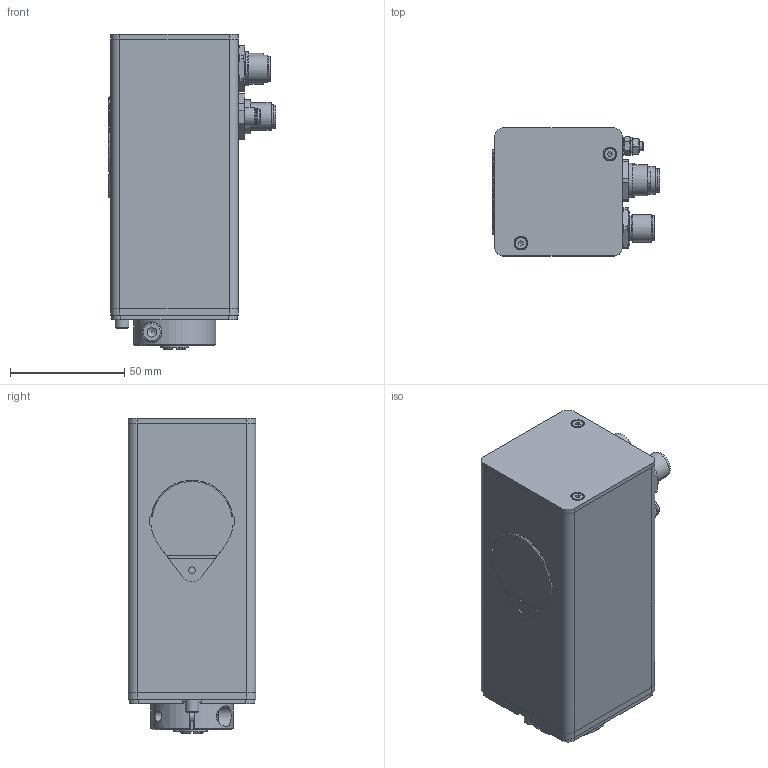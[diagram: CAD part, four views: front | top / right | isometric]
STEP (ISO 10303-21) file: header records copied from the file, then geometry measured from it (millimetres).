
FILE_DESCRIPTION(/* description */ ('Grundgestell PSE31x-8'),/* implementation_level */ '2;1');
FILE_NAME(/* name */ 'PSE315-8.stp',/* time_stamp */ '2015-08-25T13:57:35+02:00',/* author */ ('nwolf'),/* organization */ (''),/* preprocessor_version */ 'ST-DEVELOPER v15.6',/* originating_system */ 'Autodesk Inventor 2015',/* authorisation */ '');
FILE_SCHEMA (('AUTOMOTIVE_DESIGN { 1 0 10303 214 3 1 1 }'));
Products named in the file (35): 1020.003424M; 1190.000294M; DIN 625 SKF - SKF 61800; 1200.006164M; 1290.002454M; 1010.002304MB; 1020.003414M; 3090.000794M; DIN 471 - 10x1; DIN 912 - M5 x 0,8 x 12 x 10; DIN 3771 - 8 x 1,8 - N - NBR 70(1); DIN 912 - M3 x 0,5 x 8 x 6,75; DIN 7984 - M3 x 20; 1190.000484M; DIN 6797 - A 4,3; DIN 934 - M4 x 0,7; ENG-000683; ENG-000682; ENG-000294; ENG-000623; ENG-000280; ENG-000685; ENG-000686; 3030.003639M; ENG-000650; ENG-000651; 3030.003989M; ENG-000687; ENG-000688; 3030.004019M; ENG-000690; ENG-000691; 3030.004029M; 1450.001514M; ENG-002570
Assembly tree (39 placements, depth 3):
  ENG-002570
    1020.003424M
    1190.000294M
    DIN 625 SKF - SKF 61800
    1200.006164M
    1290.002454M
    1010.002304MB
    1020.003414M
    3090.000794M
    DIN 471 - 10x1
    DIN 912 - M5 x 0,8 x 12 x 10
    DIN 3771 - 8 x 1,8 - N - NBR 70(1)
    DIN 912 - M3 x 0,5 x 8 x 6,75  x3
    DIN 7984 - M3 x 20  x2
    1190.000484M
    DIN 6797 - A 4,3  x2
    DIN 934 - M4 x 0,7  x2
    3030.003639M
      ENG-000683
      ENG-000682
      ENG-000294
      ENG-000623
      ENG-000280
      ENG-000685
      ENG-000686
    3030.003989M
      ENG-000650
      ENG-000651
    3030.004019M
      ENG-000687
      ENG-000688
    3030.004029M
      ENG-000690
      ENG-000691
    1450.001514M
Bounding box: 73.3 x 56 x 138 mm (x, y, z)
Volume: 75950.6 mm3; surface area: 93820 mm2
Topology: 35 solids, 35 shells, 1905 faces, 4794 edges, 3165 vertices
Faces by surface type: plane 1252, cylinder 517, cone 74, torus 45, sphere 17
Full cylindrical faces by diameter (mm): 0.6 x4, 0.75 x5, 1 x33, 1.5 x2, 1.6 x11, 2 x2, 2.5 x2, 2.621 x1, 3 x6, 3.242 x2, 4 x7, 4.1 x1, 4.3 x2, 4.459 x1, 4.5 x1, 4.87 x2, 5 x1, 5.5 x6, 5.8 x1, 5.9 x1, 5.96 x1, 6 x7, 6.2 x1, 6.4 x1, 6.8 x2, 7.2 x1, 7.5 x1, 8 x5, 8.1 x1, 8.2 x3
Entity records: 59820 total; most frequent: CARTESIAN_POINT 17018, DIRECTION 8620, ORIENTED_EDGE 8416, EDGE_CURVE 4208, AXIS2_PLACEMENT_3D 3053, VERTEX_POINT 2905, LINE 2514, VECTOR 2514
